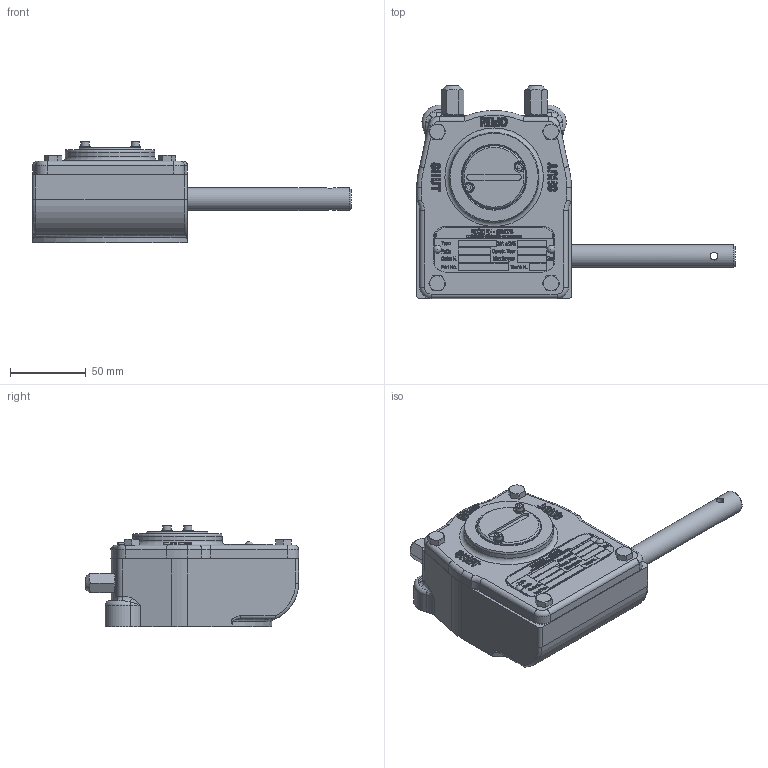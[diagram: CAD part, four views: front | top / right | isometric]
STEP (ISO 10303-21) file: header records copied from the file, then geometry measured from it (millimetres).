
FILE_DESCRIPTION(/* description */ ('Unknown'),/* implementation_level */ '2;1');
FILE_NAME(/* name */ 'AB215SS LH r01',/* time_stamp */ '2018-07-05T16:56:48+02:00',/* author */ ('Unknown'),/* organization */ ('Unknown'),/* preprocessor_version */ 'ST-DEVELOPER v16.7',/* originating_system */ 'DEX',/* authorisation */ $);
FILE_SCHEMA (('AUTOMOTIVE_DESIGN { 1 0 10303 214 3 1 1 }','AUTOMOTIVE_DESIGN {1 0 10303 214 3 1 1}'));
Products named in the file (1): AB215SS LH
Bounding box: 210 x 140.6 x 66.6 mm (x, y, z)
Volume: 657105.6 mm3; surface area: 61093.9 mm2
Topology: 1 solids, 1 shells, 1990 faces, 4907 edges, 3033 vertices
Faces by surface type: plane 1154, cylinder 326, bspline 277, torus 109, sphere 86, cone 38
Full cylindrical faces by diameter (mm): 2.9 x2, 3 x2, 3.4 x2, 3.6 x2, 5.1 x1, 5.5 x2, 6 x2, 7 x4, 10.4 x1, 15 x1, 16 x2, 18 x2, 41.5 x1, 59 x1
Entity records: 69047 total; most frequent: CARTESIAN_POINT 25169, ORIENTED_EDGE 9418, DIRECTION 8043, EDGE_CURVE 4709, VERTEX_POINT 2999, LINE 2871, VECTOR 2871, AXIS2_PLACEMENT_3D 2586
